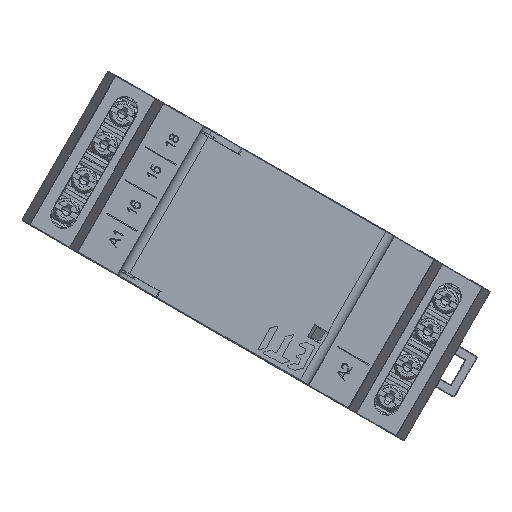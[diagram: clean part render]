
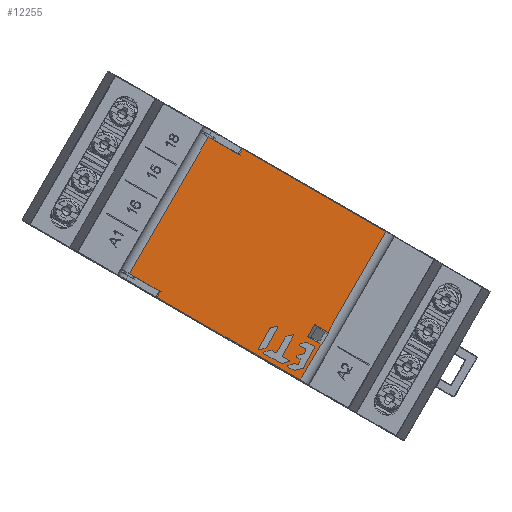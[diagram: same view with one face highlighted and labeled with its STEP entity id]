
A CAD part, top view. The second image highlights one B-rep face of the part: STEP entity #12255.
In plain terms, the highlighted planar face has unit normal (0, 0, -1).
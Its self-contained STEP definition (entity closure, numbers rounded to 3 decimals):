
#9693=DIRECTION('',(-0.866,0.5,0.));
#9694=VECTOR('',#9693,33.668);
#9695=CARTESIAN_POINT('',(-53.725,82.371,80.016));
#9696=LINE('',#9695,#9694);
#9700=DIRECTION('',(-0.866,0.5,0.));
#9701=VECTOR('',#9700,7.202);
#9702=CARTESIAN_POINT('',(-83.578,98.,80.016));
#9703=LINE('',#9702,#9701);
#9707=DIRECTION('',(-0.5,-0.866,0.));
#9708=VECTOR('',#9707,32.08);
#9709=CARTESIAN_POINT('',(-89.816,101.599,80.016));
#9710=LINE('',#9709,#9708);
#9714=DIRECTION('',(0.866,-0.5,0.));
#9715=VECTOR('',#9714,7.202);
#9716=CARTESIAN_POINT('',(-105.847,73.812,80.016));
#9717=LINE('',#9716,#9715);
#9721=DIRECTION('',(-0.5,-0.866,0.));
#9722=VECTOR('',#9721,1.38);
#9723=CARTESIAN_POINT('',(-99.608,70.213,80.016));
#9724=LINE('',#9723,#9722);
#9728=DIRECTION('',(0.866,-0.5,0.));
#9729=VECTOR('',#9728,33.668);
#9730=CARTESIAN_POINT('',(-100.298,69.018,80.016));
#9731=LINE('',#9730,#9729);
#9735=DIRECTION('',(0.5,0.866,0.));
#9736=VECTOR('',#9735,8.436);
#9737=CARTESIAN_POINT('',(-71.135,52.193,80.016));
#9738=LINE('',#9737,#9736);
#9742=DIRECTION('',(0.5,0.866,0.));
#9743=VECTOR('',#9742,2.827);
#9744=CARTESIAN_POINT('',(-69.608,61.052,80.016));
#9745=LINE('',#9744,#9743);
#9749=DIRECTION('',(0.866,-0.5,0.));
#9750=VECTOR('',#9749,3.104);
#9751=CARTESIAN_POINT('',(-68.195,63.501,80.016));
#9752=LINE('',#9751,#9750);
#9756=DIRECTION('',(0.5,0.866,0.));
#9757=VECTOR('',#9756,23.576);
#9758=CARTESIAN_POINT('',(-65.506,61.95,80.016));
#9759=LINE('',#9758,#9757);
#9814=DIRECTION('',(0.5,0.866,0.));
#9815=VECTOR('',#9814,1.38);
#9816=CARTESIAN_POINT('',(-83.578,98.,80.016));
#9817=LINE('',#9816,#9815);
#11339=DIRECTION('',(0.866,-0.5,0.));
#11340=VECTOR('',#11339,3.104);
#11341=CARTESIAN_POINT('',(-69.608,61.052,
80.016));
#11342=LINE('',#11341,#11340);
#11581=CARTESIAN_POINT('',(-99.608,70.213,
80.016));
#11582=VERTEX_POINT('',#11581);
#11583=CARTESIAN_POINT('',(-105.847,73.812,
80.016));
#11584=VERTEX_POINT('',#11583);
#11631=CARTESIAN_POINT('',(-89.816,101.599,
80.016));
#11632=VERTEX_POINT('',#11631);
#11633=CARTESIAN_POINT('',(-53.725,82.371,
80.016));
#11634=CARTESIAN_POINT('',(-82.888,99.196,
80.016));
#11635=VERTEX_POINT('',#11633);
#11636=VERTEX_POINT('',#11634);
#11637=CARTESIAN_POINT('',(-83.578,98.,
80.016));
#11638=VERTEX_POINT('',#11637);
#11639=CARTESIAN_POINT('',(-100.298,69.018,
80.016));
#11640=VERTEX_POINT('',#11639);
#11641=CARTESIAN_POINT('',(-71.135,52.193,
80.016));
#11642=VERTEX_POINT('',#11641);
#11643=CARTESIAN_POINT('',(-66.919,59.501,
80.016));
#11644=VERTEX_POINT('',#11643);
#11645=CARTESIAN_POINT('',(-69.608,61.052,
80.016));
#11646=VERTEX_POINT('',#11645);
#11647=CARTESIAN_POINT('',(-68.195,63.501,
80.016));
#11648=VERTEX_POINT('',#11647);
#11649=CARTESIAN_POINT('',(-65.506,61.95,
80.016));
#11650=VERTEX_POINT('',#11649);
#12226=CARTESIAN_POINT('',(-52.029,81.508,
80.016));
#12227=DIRECTION('',(0.,0.,-1.));
#12228=DIRECTION('',(1.,0.,0.));
#12229=AXIS2_PLACEMENT_3D('',#12226,#12227,#12228);
#12230=PLANE('',#12229);
#12232=ORIENTED_EDGE('',*,*,#12231,.T.);
#12234=ORIENTED_EDGE('',*,*,#12233,.F.);
#12236=ORIENTED_EDGE('',*,*,#12235,.T.);
#12237=ORIENTED_EDGE('',*,*,#12217,.T.);
#12238=ORIENTED_EDGE('',*,*,#12032,.T.);
#12240=ORIENTED_EDGE('',*,*,#12239,.T.);
#12242=ORIENTED_EDGE('',*,*,#12241,.T.);
#12244=ORIENTED_EDGE('',*,*,#12243,.T.);
#12246=ORIENTED_EDGE('',*,*,#12245,.F.);
#12248=ORIENTED_EDGE('',*,*,#12247,.T.);
#12250=ORIENTED_EDGE('',*,*,#12249,.T.);
#12252=ORIENTED_EDGE('',*,*,#12251,.T.);
#12253=EDGE_LOOP('',(#12232,#12234,#12236,#12237,#12238,#12240,#12242,#12244,
#12246,#12248,#12250,#12252));
#12254=FACE_OUTER_BOUND('',#12253,.F.);
#12032=EDGE_CURVE('',#11584,#11582,#9717,.T.);
#12217=EDGE_CURVE('',#11632,#11584,#9710,.T.);
#12231=EDGE_CURVE('',#11635,#11636,#9696,.T.);
#12233=EDGE_CURVE('',#11638,#11636,#9817,.T.);
#12235=EDGE_CURVE('',#11638,#11632,#9703,.T.);
#12239=EDGE_CURVE('',#11582,#11640,#9724,.T.);
#12241=EDGE_CURVE('',#11640,#11642,#9731,.T.);
#12243=EDGE_CURVE('',#11642,#11644,#9738,.T.);
#12245=EDGE_CURVE('',#11646,#11644,#11342,.T.);
#12247=EDGE_CURVE('',#11646,#11648,#9745,.T.);
#12249=EDGE_CURVE('',#11648,#11650,#9752,.T.);
#12251=EDGE_CURVE('',#11650,#11635,#9759,.T.);
#12255=ADVANCED_FACE('',(#12254),#12230,.T.);
